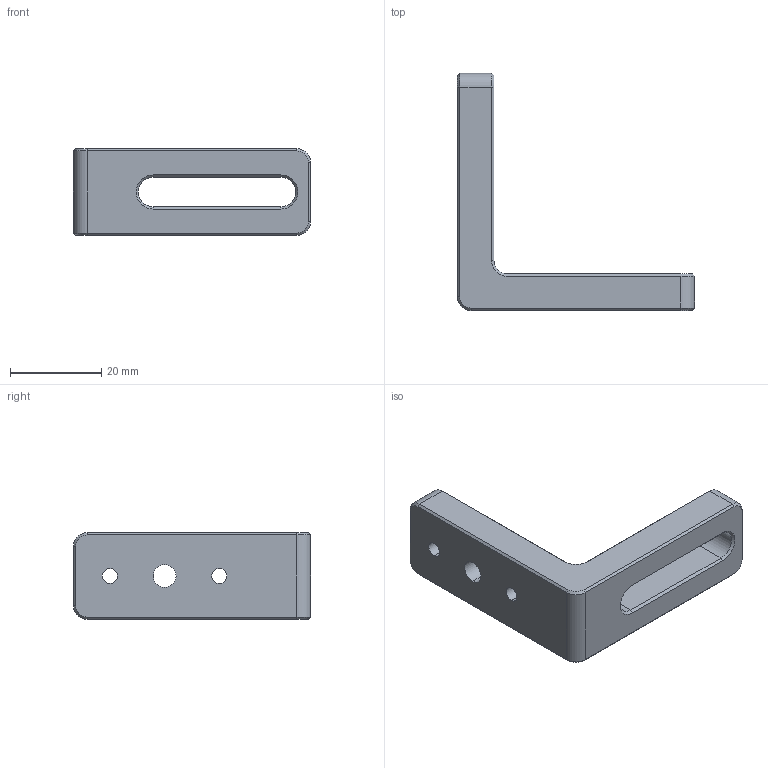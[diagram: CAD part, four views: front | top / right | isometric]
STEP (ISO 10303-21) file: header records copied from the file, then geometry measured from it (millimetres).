
FILE_DESCRIPTION (( 'STEP AP203' ), '1' );
FILE_NAME ('GCM-AB0103M.STEP', '2019-07-01T03:12:32', ( '' ), ( '' ), 'SwSTEP 2.0', 'SolidWorks 2015', '' );
FILE_SCHEMA (( 'CONFIG_CONTROL_DESIGN' ));
Length unit declared in the file: millimetre
Products named in the file (1): GCM-AB0103M
Bounding box: 52 x 52 x 19 mm (x, y, z)
Volume: 12440.1 mm3; surface area: 5606.5 mm2
Topology: 1 solids, 1 shells, 57 faces, 133 edges, 78 vertices
Faces by surface type: plane 26, cone 16, cylinder 15
Entity records: 1690 total; most frequent: DIRECTION 295, CARTESIAN_POINT 269, ORIENTED_EDGE 266, EDGE_CURVE 133, AXIS2_PLACEMENT_3D 104, LINE 87, VECTOR 87, VERTEX_POINT 78
